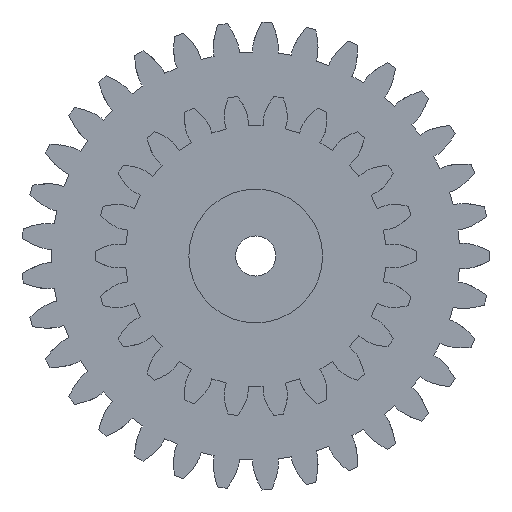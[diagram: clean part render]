
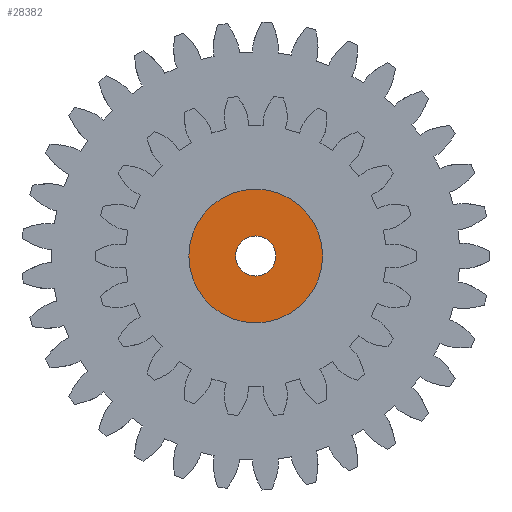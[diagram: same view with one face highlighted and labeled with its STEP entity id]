
A CAD part, front view. The second image highlights one B-rep face of the part: STEP entity #28382.
In plain terms, the highlighted planar face has unit normal (0, -1, 0).
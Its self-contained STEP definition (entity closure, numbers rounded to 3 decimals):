
#28100 = CYLINDRICAL_SURFACE('',#28101,1.5);
#28101 = AXIS2_PLACEMENT_3D('',#28102,#28103,#28104);
#28102 = CARTESIAN_POINT('',(-14.64,-33.,-141.78));
#28103 = DIRECTION('',(0.,-1.,0.));
#28104 = DIRECTION('',(1.,0.,0.));
#28266 = CYLINDRICAL_SURFACE('',#28267,5.);
#28267 = AXIS2_PLACEMENT_3D('',#28268,#28269,#28270);
#28268 = CARTESIAN_POINT('',(-14.64,-38.,-141.78));
#28269 = DIRECTION('',(0.,-1.,0.));
#28270 = DIRECTION('',(1.,0.,0.));
#28281 = EDGE_CURVE('',#28282,#28282,#28284,.T.);
#28282 = VERTEX_POINT('',#28283);
#28283 = CARTESIAN_POINT('',(-13.14,-33.,-141.78));
#28284 = SURFACE_CURVE('',#28285,(#28290,#28297),.PCURVE_S1.);
#28285 = CIRCLE('',#28286,1.5);
#28286 = AXIS2_PLACEMENT_3D('',#28287,#28288,#28289);
#28287 = CARTESIAN_POINT('',(-14.64,-33.,-141.78));
#28288 = DIRECTION('',(0.,-1.,0.));
#28289 = DIRECTION('',(1.,0.,0.));
#28290 = PCURVE('',#28100,#28291);
#28291 = DEFINITIONAL_REPRESENTATION('',(#28292),#28296);
#28292 = LINE('',#28293,#28294);
#28293 = CARTESIAN_POINT('',(0.,0.));
#28294 = VECTOR('',#28295,1.);
#28295 = DIRECTION('',(1.,0.));
#28296 = ( GEOMETRIC_REPRESENTATION_CONTEXT(2) 
PARAMETRIC_REPRESENTATION_CONTEXT() REPRESENTATION_CONTEXT('2D SPACE',''
  ) );
#28297 = PCURVE('',#28298,#28303);
#28298 = PLANE('',#28299);
#28299 = AXIS2_PLACEMENT_3D('',#28300,#28301,#28302);
#28300 = CARTESIAN_POINT('',(-14.64,-33.,-141.78));
#28301 = DIRECTION('',(0.,-1.,0.));
#28302 = DIRECTION('',(1.,0.,0.));
#28303 = DEFINITIONAL_REPRESENTATION('',(#28304),#28308);
#28304 = CIRCLE('',#28305,1.5);
#28305 = AXIS2_PLACEMENT_2D('',#28306,#28307);
#28306 = CARTESIAN_POINT('',(0.,0.));
#28307 = DIRECTION('',(1.,0.));
#28308 = ( GEOMETRIC_REPRESENTATION_CONTEXT(2) 
PARAMETRIC_REPRESENTATION_CONTEXT() REPRESENTATION_CONTEXT('2D SPACE',''
  ) );
#28337 = VERTEX_POINT('',#28338);
#28338 = CARTESIAN_POINT('',(-9.64,-33.,-141.78));
#28359 = EDGE_CURVE('',#28337,#28337,#28360,.T.);
#28360 = SURFACE_CURVE('',#28361,(#28366,#28373),.PCURVE_S1.);
#28361 = CIRCLE('',#28362,5.);
#28362 = AXIS2_PLACEMENT_3D('',#28363,#28364,#28365);
#28363 = CARTESIAN_POINT('',(-14.64,-33.,-141.78));
#28364 = DIRECTION('',(0.,-1.,0.));
#28365 = DIRECTION('',(1.,0.,0.));
#28366 = PCURVE('',#28266,#28367);
#28367 = DEFINITIONAL_REPRESENTATION('',(#28368),#28372);
#28368 = LINE('',#28369,#28370);
#28369 = CARTESIAN_POINT('',(0.,-5.));
#28370 = VECTOR('',#28371,1.);
#28371 = DIRECTION('',(1.,0.));
#28372 = ( GEOMETRIC_REPRESENTATION_CONTEXT(2) 
PARAMETRIC_REPRESENTATION_CONTEXT() REPRESENTATION_CONTEXT('2D SPACE',''
  ) );
#28373 = PCURVE('',#28298,#28374);
#28374 = DEFINITIONAL_REPRESENTATION('',(#28375),#28379);
#28375 = CIRCLE('',#28376,5.);
#28376 = AXIS2_PLACEMENT_2D('',#28377,#28378);
#28377 = CARTESIAN_POINT('',(0.,0.));
#28378 = DIRECTION('',(1.,0.));
#28379 = ( GEOMETRIC_REPRESENTATION_CONTEXT(2) 
PARAMETRIC_REPRESENTATION_CONTEXT() REPRESENTATION_CONTEXT('2D SPACE',''
  ) );
#28382 = ADVANCED_FACE('',(#28383,#28386),#28298,.T.);
#28383 = FACE_BOUND('',#28384,.T.);
#28384 = EDGE_LOOP('',(#28385));
#28385 = ORIENTED_EDGE('',*,*,#28359,.T.);
#28386 = FACE_BOUND('',#28387,.T.);
#28387 = EDGE_LOOP('',(#28388));
#28388 = ORIENTED_EDGE('',*,*,#28281,.F.);
